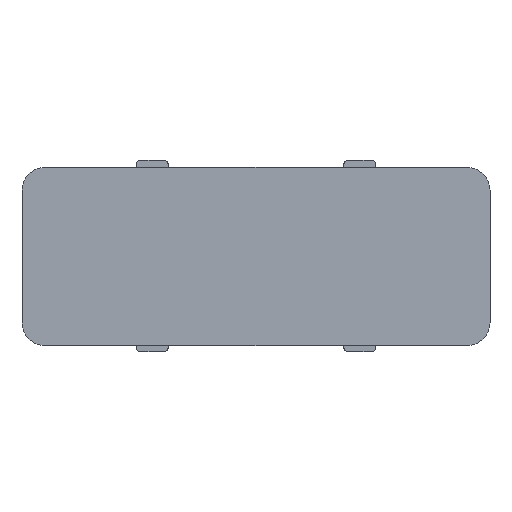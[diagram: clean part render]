
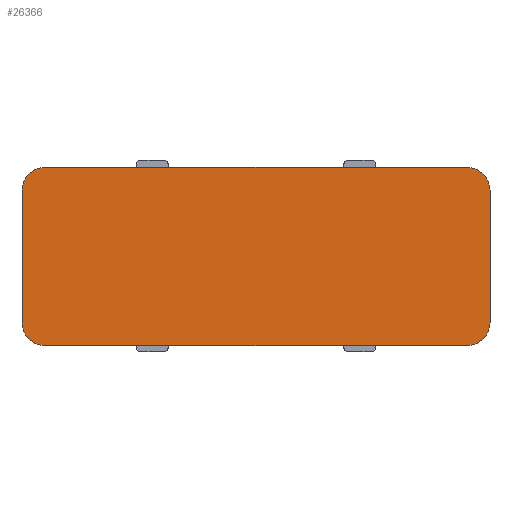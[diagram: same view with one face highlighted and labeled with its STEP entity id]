
A CAD part, front view. The second image highlights one B-rep face of the part: STEP entity #26366.
In plain terms, the highlighted planar face has unit normal (0, -1, 0).
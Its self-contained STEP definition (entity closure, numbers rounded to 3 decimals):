
#956=PLANE('',#29255);
#1552=CIRCLE('',#29256,0.5);
#1553=CIRCLE('',#29257,0.5);
#1554=CIRCLE('',#29258,0.5);
#1555=CIRCLE('',#29259,0.5);
#4262=LINE('',#42536,#7566);
#4265=LINE('',#42542,#7569);
#4271=LINE('',#42553,#7575);
#4273=LINE('',#42557,#7577);
#7566=VECTOR('',#34876,1000.);
#7569=VECTOR('',#34881,1000.);
#7575=VECTOR('',#34889,1000.);
#7577=VECTOR('',#34893,1000.);
#14156=ORIENTED_EDGE('',*,*,#18915,.F.);
#14157=ORIENTED_EDGE('',*,*,#18932,.T.);
#14158=ORIENTED_EDGE('',*,*,#18926,.F.);
#14159=ORIENTED_EDGE('',*,*,#18933,.T.);
#14160=ORIENTED_EDGE('',*,*,#18924,.F.);
#14161=ORIENTED_EDGE('',*,*,#18934,.T.);
#14162=ORIENTED_EDGE('',*,*,#18918,.F.);
#14163=ORIENTED_EDGE('',*,*,#18935,.T.);
#18915=EDGE_CURVE('',#21779,#21780,#4262,.T.);
#18918=EDGE_CURVE('',#21781,#21782,#4265,.T.);
#18924=EDGE_CURVE('',#21785,#21786,#4271,.T.);
#18926=EDGE_CURVE('',#21787,#21788,#4273,.T.);
#18932=EDGE_CURVE('',#21779,#21788,#1552,.F.);
#18933=EDGE_CURVE('',#21787,#21786,#1553,.F.);
#18934=EDGE_CURVE('',#21785,#21782,#1554,.F.);
#18935=EDGE_CURVE('',#21781,#21780,#1555,.F.);
#21779=VERTEX_POINT('',#42535);
#21780=VERTEX_POINT('',#42537);
#21781=VERTEX_POINT('',#42541);
#21782=VERTEX_POINT('',#42543);
#21785=VERTEX_POINT('',#42552);
#21786=VERTEX_POINT('',#42554);
#21787=VERTEX_POINT('',#42558);
#21788=VERTEX_POINT('',#42559);
#23444=EDGE_LOOP('',(#14156,#14157,#14158,#14159,#14160,#14161,#14162,#14163));
#24841=FACE_BOUND('',#23444,.T.);
#26366=ADVANCED_FACE('',(#24841),#956,.F.);
#29255=AXIS2_PLACEMENT_3D('',#42567,#34899,#34900);
#29256=AXIS2_PLACEMENT_3D('',#42568,#34901,#34902);
#29257=AXIS2_PLACEMENT_3D('',#42569,#34903,#34904);
#29258=AXIS2_PLACEMENT_3D('',#42570,#34905,#34906);
#29259=AXIS2_PLACEMENT_3D('',#42571,#34907,#34908);
#34876=DIRECTION('',(0.,0.,-1.));
#34881=DIRECTION('',(-1.,0.,0.));
#34889=DIRECTION('',(0.,0.,1.));
#34893=DIRECTION('',(1.,0.,0.));
#34899=DIRECTION('',(0.,1.,0.));
#34900=DIRECTION('',(0.,0.,1.));
#34901=DIRECTION('',(0.,1.,0.));
#34902=DIRECTION('',(0.,0.,1.));
#34903=DIRECTION('',(0.,1.,0.));
#34904=DIRECTION('',(0.,0.,1.));
#34905=DIRECTION('',(0.,1.,0.));
#34906=DIRECTION('',(0.,0.,1.));
#34907=DIRECTION('',(0.,1.,0.));
#34908=DIRECTION('',(0.,0.,1.));
#42535=CARTESIAN_POINT('',(5.125,-4.85,1.45));
#42536=CARTESIAN_POINT('',(5.125,-4.85,1.95));
#42537=CARTESIAN_POINT('',(5.125,-4.85,-1.45));
#42541=CARTESIAN_POINT('',(4.625,-4.85,-1.95));
#42542=CARTESIAN_POINT('',(5.125,-4.85,-1.95));
#42543=CARTESIAN_POINT('',(-4.625,-4.85,-1.95));
#42552=CARTESIAN_POINT('',(-5.125,-4.85,-1.45));
#42553=CARTESIAN_POINT('',(-5.125,-4.85,-1.95));
#42554=CARTESIAN_POINT('',(-5.125,-4.85,1.45));
#42557=CARTESIAN_POINT('',(-5.125,-4.85,1.95));
#42558=CARTESIAN_POINT('',(-4.625,-4.85,1.95));
#42559=CARTESIAN_POINT('',(4.625,-4.85,1.95));
#42567=CARTESIAN_POINT('',(0.,-4.85,0.));
#42568=CARTESIAN_POINT('',(4.625,-4.85,1.45));
#42569=CARTESIAN_POINT('',(-4.625,-4.85,1.45));
#42570=CARTESIAN_POINT('',(-4.625,-4.85,-1.45));
#42571=CARTESIAN_POINT('',(4.625,-4.85,-1.45));
